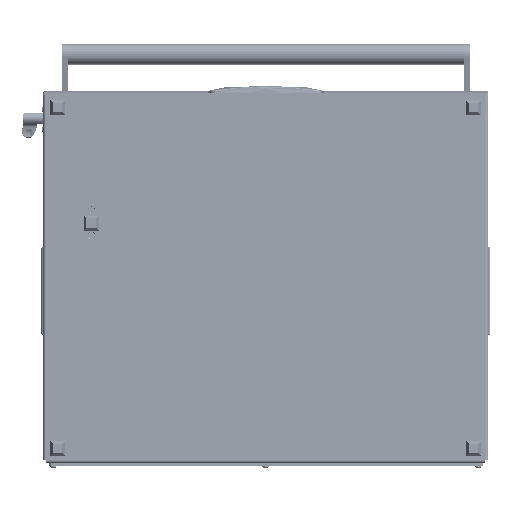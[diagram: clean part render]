
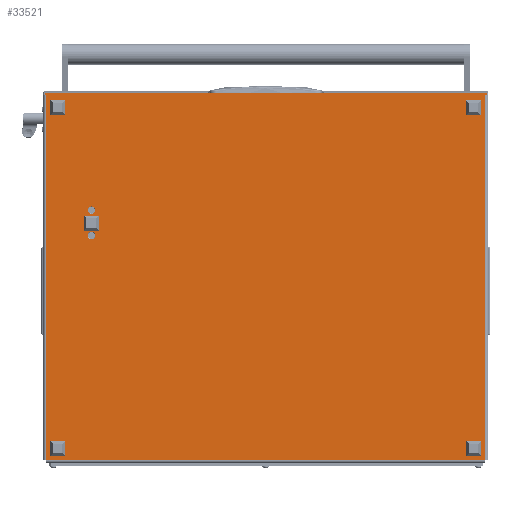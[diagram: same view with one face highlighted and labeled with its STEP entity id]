
A CAD part, front view. The second image highlights one B-rep face of the part: STEP entity #33521.
In plain terms, the highlighted face is planar.
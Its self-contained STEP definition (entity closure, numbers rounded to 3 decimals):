
#688 = DIRECTION ( 'NONE',  ( 0., 1., 0. ) ) ;
#2024 = EDGE_CURVE ( 'NONE', #45797, #24881, #98013, .T. ) ;
#4296 = DIRECTION ( 'NONE',  ( -1., 0., 0. ) ) ;
#5635 = VECTOR ( 'NONE', #688, 1000. ) ;
#6838 = AXIS2_PLACEMENT_3D ( 'NONE', #122950, #113148, #77795 ) ;
#8684 = VECTOR ( 'NONE', #39373, 1000. ) ;
#8812 = CARTESIAN_POINT ( 'NONE',  ( 0., 608., 0. ) ) ;
#9086 = ORIENTED_EDGE ( 'NONE', *, *, #111735, .F. ) ;
#9649 = ORIENTED_EDGE ( 'NONE', *, *, #118831, .T. ) ;
#10173 = CARTESIAN_POINT ( 'NONE',  ( 0., -4., 0. ) ) ;
#11751 = EDGE_LOOP ( 'NONE', ( #92776, #9649, #37272, #71997, #39682, #67661, #116067, #32268 ) ) ;
#12125 = VERTEX_POINT ( 'NONE', #25342 ) ;
#12814 = VECTOR ( 'NONE', #87159, 1000. ) ;
#13070 = FACE_BOUND ( 'NONE', #26474, .T. ) ;
#14106 = LINE ( 'NONE', #93814, #103128 ) ;
#15703 = FACE_BOUND ( 'NONE', #40816, .T. ) ;
#16782 = CARTESIAN_POINT ( 'NONE',  ( 154.8, 545., 0. ) ) ;
#17554 = VERTEX_POINT ( 'NONE', #57743 ) ;
#18756 = DIRECTION ( 'NONE',  ( 0., 1., 0. ) ) ;
#19502 = VERTEX_POINT ( 'NONE', #126910 ) ;
#19663 = VECTOR ( 'NONE', #18756, 1000. ) ;
#21040 = LINE ( 'NONE', #92221, #116287 ) ;
#22362 = CARTESIAN_POINT ( 'NONE',  ( 0., 0., 0. ) ) ;
#22839 = CARTESIAN_POINT ( 'NONE',  ( 165.2, 545., 0. ) ) ;
#23552 = DIRECTION ( 'NONE',  ( 0., -1., 0. ) ) ;
#24284 = DIRECTION ( 'NONE',  ( -1., 0., 0. ) ) ;
#24881 = VERTEX_POINT ( 'NONE', #16782 ) ;
#25342 = CARTESIAN_POINT ( 'NONE',  ( 0., -2., 0. ) ) ;
#25866 = AXIS2_PLACEMENT_3D ( 'NONE', #82482, #91573, #24284 ) ;
#26474 = EDGE_LOOP ( 'NONE', ( #9086, #37920 ) ) ;
#27968 = VERTEX_POINT ( 'NONE', #77452 ) ;
#28609 = EDGE_CURVE ( 'NONE', #19502, #17554, #42479, .T. ) ;
#29522 = CARTESIAN_POINT ( 'NONE',  ( 195., 545., 0. ) ) ;
#30348 = ORIENTED_EDGE ( 'NONE', *, *, #61205, .F. ) ;
#32268 = ORIENTED_EDGE ( 'NONE', *, *, #120673, .F. ) ;
#33521 = ADVANCED_FACE ( 'NONE', ( #13070, #15703, #93446 ), #72580, .T. ) ;
#36081 = VERTEX_POINT ( 'NONE', #85376 ) ;
#37272 = ORIENTED_EDGE ( 'NONE', *, *, #52218, .T. ) ;
#37920 = ORIENTED_EDGE ( 'NONE', *, *, #2024, .F. ) ;
#39373 = DIRECTION ( 'NONE',  ( -1., 0., 0. ) ) ;
#39682 = ORIENTED_EDGE ( 'NONE', *, *, #110170, .F. ) ;
#40816 = EDGE_LOOP ( 'NONE', ( #30348, #57897 ) ) ;
#42479 = CIRCLE ( 'NONE', #80021, 5.2 ) ;
#42519 = CARTESIAN_POINT ( 'NONE',  ( -2., -4., 0. ) ) ;
#45797 = VERTEX_POINT ( 'NONE', #22839 ) ;
#47978 = EDGE_CURVE ( 'NONE', #48553, #111627, #53636, .T. ) ;
#48553 = VERTEX_POINT ( 'NONE', #92646 ) ;
#51104 = DIRECTION ( 'NONE',  ( 1., 0., 0. ) ) ;
#52168 = AXIS2_PLACEMENT_3D ( 'NONE', #76358, #63331, #123442 ) ;
#52218 = EDGE_CURVE ( 'NONE', #27968, #68149, #101954, .T. ) ;
#52987 = DIRECTION ( 'NONE',  ( 0., 0., -1. ) ) ;
#53636 = LINE ( 'NONE', #84360, #127372 ) ;
#57743 = CARTESIAN_POINT ( 'NONE',  ( 189.8, 545., 0. ) ) ;
#57752 = CARTESIAN_POINT ( 'NONE',  ( 0., -4., 0. ) ) ;
#57897 = ORIENTED_EDGE ( 'NONE', *, *, #28609, .F. ) ;
#59192 = EDGE_CURVE ( 'NONE', #48553, #93628, #14106, .T. ) ;
#61205 = EDGE_CURVE ( 'NONE', #17554, #19502, #117760, .T. ) ;
#61658 = EDGE_CURVE ( 'NONE', #12125, #36081, #100378, .T. ) ;
#63270 = CIRCLE ( 'NONE', #6838, 5.2 ) ;
#63313 = CARTESIAN_POINT ( 'NONE',  ( -2., 610., 0. ) ) ;
#63331 = DIRECTION ( 'NONE',  ( 0., 0., -1. ) ) ;
#67661 = ORIENTED_EDGE ( 'NONE', *, *, #59192, .F. ) ;
#68149 = VERTEX_POINT ( 'NONE', #63313 ) ;
#71997 = ORIENTED_EDGE ( 'NONE', *, *, #123131, .T. ) ;
#72580 = PLANE ( 'NONE',  #95367 ) ;
#75673 = VERTEX_POINT ( 'NONE', #112402 ) ;
#76358 = CARTESIAN_POINT ( 'NONE',  ( 160., 545., 0. ) ) ;
#77452 = CARTESIAN_POINT ( 'NONE',  ( -2., -2., 0. ) ) ;
#77795 = DIRECTION ( 'NONE',  ( -1., 0., 0. ) ) ;
#80021 = AXIS2_PLACEMENT_3D ( 'NONE', #29522, #119094, #122165 ) ;
#82482 = CARTESIAN_POINT ( 'NONE',  ( 195., 545., 0. ) ) ;
#84360 = CARTESIAN_POINT ( 'NONE',  ( 506., 608., 0. ) ) ;
#85376 = CARTESIAN_POINT ( 'NONE',  ( 0., 0., 0. ) ) ;
#87159 = DIRECTION ( 'NONE',  ( 0., 1., 0. ) ) ;
#89038 = LINE ( 'NONE', #128956, #8684 ) ;
#90426 = VECTOR ( 'NONE', #92244, 1000. ) ;
#91573 = DIRECTION ( 'NONE',  ( 0., 0., -1. ) ) ;
#92221 = CARTESIAN_POINT ( 'NONE',  ( 0., 610., 0. ) ) ;
#92244 = DIRECTION ( 'NONE',  ( 1., 0., 0. ) ) ;
#92646 = CARTESIAN_POINT ( 'NONE',  ( 506., 608., 0. ) ) ;
#92776 = ORIENTED_EDGE ( 'NONE', *, *, #61658, .F. ) ;
#92805 = DIRECTION ( 'NONE',  ( -1., 0., 0. ) ) ;
#93446 = FACE_OUTER_BOUND ( 'NONE', #11751, .T. ) ;
#93628 = VERTEX_POINT ( 'NONE', #8812 ) ;
#93814 = CARTESIAN_POINT ( 'NONE',  ( 0., 608., 0. ) ) ;
#95367 = AXIS2_PLACEMENT_3D ( 'NONE', #112439, #52987, #92805 ) ;
#98013 = CIRCLE ( 'NONE', #52168, 5.2 ) ;
#100378 = LINE ( 'NONE', #10173, #19663 ) ;
#101954 = LINE ( 'NONE', #42519, #5635 ) ;
#103128 = VECTOR ( 'NONE', #4296, 1000. ) ;
#103312 = CARTESIAN_POINT ( 'NONE',  ( 506., 0., 0. ) ) ;
#106749 = LINE ( 'NONE', #57752, #12814 ) ;
#110170 = EDGE_CURVE ( 'NONE', #93628, #75673, #106749, .T. ) ;
#111627 = VERTEX_POINT ( 'NONE', #103312 ) ;
#111735 = EDGE_CURVE ( 'NONE', #24881, #45797, #63270, .T. ) ;
#112402 = CARTESIAN_POINT ( 'NONE',  ( 0., 610., 0. ) ) ;
#112439 = CARTESIAN_POINT ( 'NONE',  ( 0., 608., 0. ) ) ;
#113148 = DIRECTION ( 'NONE',  ( 0., 0., -1. ) ) ;
#116067 = ORIENTED_EDGE ( 'NONE', *, *, #47978, .T. ) ;
#116287 = VECTOR ( 'NONE', #51104, 1000. ) ;
#117760 = CIRCLE ( 'NONE', #25866, 5.2 ) ;
#118831 = EDGE_CURVE ( 'NONE', #12125, #27968, #89038, .T. ) ;
#119094 = DIRECTION ( 'NONE',  ( 0., 0., -1. ) ) ;
#120673 = EDGE_CURVE ( 'NONE', #36081, #111627, #121077, .T. ) ;
#121077 = LINE ( 'NONE', #22362, #90426 ) ;
#122165 = DIRECTION ( 'NONE',  ( -1., 0., 0. ) ) ;
#122950 = CARTESIAN_POINT ( 'NONE',  ( 160., 545., 0. ) ) ;
#123131 = EDGE_CURVE ( 'NONE', #68149, #75673, #21040, .T. ) ;
#123442 = DIRECTION ( 'NONE',  ( -1., 0., 0. ) ) ;
#126910 = CARTESIAN_POINT ( 'NONE',  ( 200.2, 545., 0. ) ) ;
#127372 = VECTOR ( 'NONE', #23552, 1000. ) ;
#128956 = CARTESIAN_POINT ( 'NONE',  ( 0., -2., 0. ) ) ;
